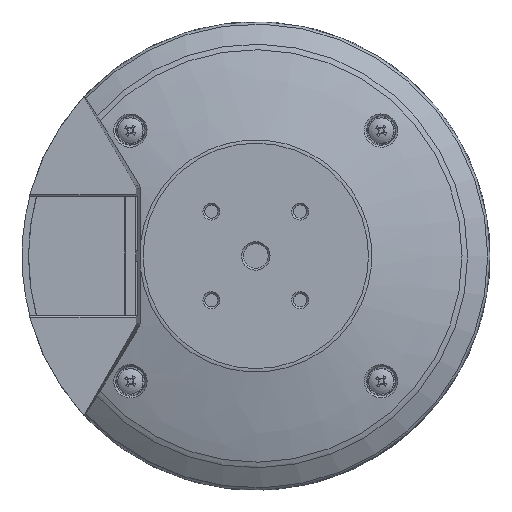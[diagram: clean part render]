
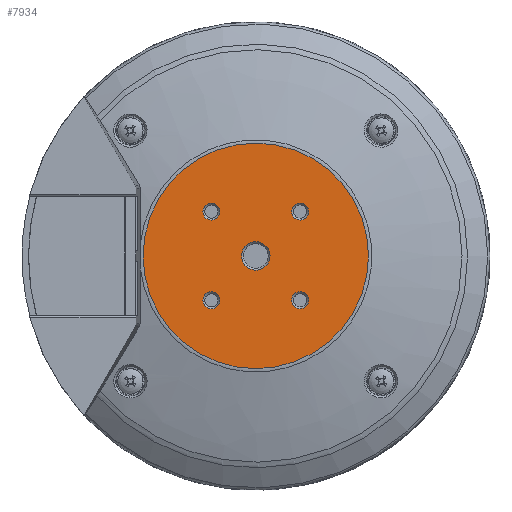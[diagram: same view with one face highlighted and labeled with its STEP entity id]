
A CAD part, top view. The second image highlights one B-rep face of the part: STEP entity #7934.
In plain terms, the highlighted planar face has unit normal (0, 0, 1).
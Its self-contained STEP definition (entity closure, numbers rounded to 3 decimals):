
#177=CIRCLE('',#8407,1.35);
#178=CIRCLE('',#8408,1.35);
#179=CIRCLE('',#8410,2.25);
#180=CIRCLE('',#8411,2.25);
#181=CIRCLE('',#8413,1.35);
#182=CIRCLE('',#8414,1.35);
#183=CIRCLE('',#8416,1.35);
#184=CIRCLE('',#8417,1.35);
#185=CIRCLE('',#8419,1.35);
#186=CIRCLE('',#8420,1.35);
#198=CIRCLE('',#8449,17.794);
#199=CIRCLE('',#8450,17.794);
#773=FACE_BOUND('',#1302,.T.);
#774=FACE_BOUND('',#1303,.T.);
#775=FACE_BOUND('',#1304,.T.);
#776=FACE_BOUND('',#1305,.T.);
#777=FACE_BOUND('',#1306,.T.);
#893=FACE_OUTER_BOUND('',#1301,.T.);
#1301=EDGE_LOOP('',(#5826,#5827));
#1302=EDGE_LOOP('',(#5828,#5829));
#1303=EDGE_LOOP('',(#5830,#5831));
#1304=EDGE_LOOP('',(#5832,#5833));
#1305=EDGE_LOOP('',(#5834,#5835));
#1306=EDGE_LOOP('',(#5836,#5837));
#3495=VERTEX_POINT('',#12505);
#3496=VERTEX_POINT('',#12507);
#3497=VERTEX_POINT('',#12511);
#3498=VERTEX_POINT('',#12513);
#3499=VERTEX_POINT('',#12517);
#3500=VERTEX_POINT('',#12519);
#3501=VERTEX_POINT('',#12523);
#3502=VERTEX_POINT('',#12525);
#3503=VERTEX_POINT('',#12529);
#3504=VERTEX_POINT('',#12531);
#3554=VERTEX_POINT('',#13829);
#3555=VERTEX_POINT('',#13830);
#4343=EDGE_CURVE('',#3496,#3495,#177,.F.);
#4344=EDGE_CURVE('',#3495,#3496,#178,.F.);
#4346=EDGE_CURVE('',#3498,#3497,#179,.F.);
#4347=EDGE_CURVE('',#3497,#3498,#180,.F.);
#4349=EDGE_CURVE('',#3500,#3499,#181,.F.);
#4350=EDGE_CURVE('',#3499,#3500,#182,.F.);
#4352=EDGE_CURVE('',#3502,#3501,#183,.F.);
#4353=EDGE_CURVE('',#3501,#3502,#184,.F.);
#4355=EDGE_CURVE('',#3504,#3503,#185,.F.);
#4356=EDGE_CURVE('',#3503,#3504,#186,.F.);
#4429=EDGE_CURVE('',#3554,#3555,#198,.F.);
#4430=EDGE_CURVE('',#3555,#3554,#199,.F.);
#5826=ORIENTED_EDGE('',*,*,#4429,.F.);
#5827=ORIENTED_EDGE('',*,*,#4430,.F.);
#5828=ORIENTED_EDGE('',*,*,#4355,.T.);
#5829=ORIENTED_EDGE('',*,*,#4356,.T.);
#5830=ORIENTED_EDGE('',*,*,#4352,.T.);
#5831=ORIENTED_EDGE('',*,*,#4353,.T.);
#5832=ORIENTED_EDGE('',*,*,#4349,.T.);
#5833=ORIENTED_EDGE('',*,*,#4350,.T.);
#5834=ORIENTED_EDGE('',*,*,#4346,.T.);
#5835=ORIENTED_EDGE('',*,*,#4347,.T.);
#5836=ORIENTED_EDGE('',*,*,#4343,.T.);
#5837=ORIENTED_EDGE('',*,*,#4344,.T.);
#7575=PLANE('',#8448);
#7934=ADVANCED_FACE('',(#893,#773,#774,#775,#776,#777),#7575,.T.);
#8407=AXIS2_PLACEMENT_3D('',#12508,#9330,#9331);
#8408=AXIS2_PLACEMENT_3D('',#12509,#9332,#9333);
#8410=AXIS2_PLACEMENT_3D('',#12514,#9337,#9338);
#8411=AXIS2_PLACEMENT_3D('',#12515,#9339,#9340);
#8413=AXIS2_PLACEMENT_3D('',#12520,#9344,#9345);
#8414=AXIS2_PLACEMENT_3D('',#12521,#9346,#9347);
#8416=AXIS2_PLACEMENT_3D('',#12526,#9351,#9352);
#8417=AXIS2_PLACEMENT_3D('',#12527,#9353,#9354);
#8419=AXIS2_PLACEMENT_3D('',#12532,#9358,#9359);
#8420=AXIS2_PLACEMENT_3D('',#12533,#9360,#9361);
#8448=AXIS2_PLACEMENT_3D('',#13828,#9446,#9447);
#8449=AXIS2_PLACEMENT_3D('',#13831,#9448,#9449);
#8450=AXIS2_PLACEMENT_3D('',#13832,#9450,#9451);
#9330=DIRECTION('center_axis',(0.,0.,1.));
#9331=DIRECTION('ref_axis',(1.,0.,0.));
#9332=DIRECTION('center_axis',(0.,0.,1.));
#9333=DIRECTION('ref_axis',(1.,0.,0.));
#9337=DIRECTION('center_axis',(0.,0.,1.));
#9338=DIRECTION('ref_axis',(1.,0.,0.));
#9339=DIRECTION('center_axis',(0.,0.,1.));
#9340=DIRECTION('ref_axis',(1.,0.,0.));
#9344=DIRECTION('center_axis',(0.,0.,1.));
#9345=DIRECTION('ref_axis',(1.,0.,0.));
#9346=DIRECTION('center_axis',(0.,0.,1.));
#9347=DIRECTION('ref_axis',(1.,0.,0.));
#9351=DIRECTION('center_axis',(0.,0.,1.));
#9352=DIRECTION('ref_axis',(1.,0.,0.));
#9353=DIRECTION('center_axis',(0.,0.,1.));
#9354=DIRECTION('ref_axis',(1.,0.,0.));
#9358=DIRECTION('center_axis',(0.,0.,1.));
#9359=DIRECTION('ref_axis',(1.,0.,0.));
#9360=DIRECTION('center_axis',(0.,0.,1.));
#9361=DIRECTION('ref_axis',(1.,0.,0.));
#9446=DIRECTION('center_axis',(0.,0.,1.));
#9447=DIRECTION('ref_axis',(1.,0.,0.));
#9448=DIRECTION('center_axis',(0.,0.,
1.));
#9449=DIRECTION('ref_axis',(1.,0.,0.));
#9450=DIRECTION('center_axis',(0.,0.,
1.));
#9451=DIRECTION('ref_axis',(1.,0.,0.));
#12505=CARTESIAN_POINT('',(-0.424,5.866,79.274));
#12507=CARTESIAN_POINT('',(2.276,5.866,79.274));
#12508=CARTESIAN_POINT('Origin',(0.926,5.866,79.274));
#12509=CARTESIAN_POINT('Origin',(0.926,5.866,79.274));
#12511=CARTESIAN_POINT('',(-8.324,-1.134,79.274));
#12513=CARTESIAN_POINT('',(-3.824,-1.134,79.274));
#12514=CARTESIAN_POINT('Origin',(-6.074,-1.134,79.274));
#12515=CARTESIAN_POINT('Origin',(-6.074,-1.134,79.274));
#12517=CARTESIAN_POINT('',(-14.424,-8.134,79.274));
#12519=CARTESIAN_POINT('',(-11.724,-8.134,79.274));
#12520=CARTESIAN_POINT('Origin',(-13.074,-8.134,79.274));
#12521=CARTESIAN_POINT('Origin',(-13.074,-8.134,79.274));
#12523=CARTESIAN_POINT('',(-14.424,5.866,79.274));
#12525=CARTESIAN_POINT('',(-11.724,5.866,79.274));
#12526=CARTESIAN_POINT('Origin',(-13.074,5.866,79.274));
#12527=CARTESIAN_POINT('Origin',(-13.074,5.866,79.274));
#12529=CARTESIAN_POINT('',(-0.424,-8.134,79.274));
#12531=CARTESIAN_POINT('',(2.276,-8.134,79.274));
#12532=CARTESIAN_POINT('Origin',(0.926,-8.134,79.274));
#12533=CARTESIAN_POINT('Origin',(0.926,-8.134,79.274));
#13828=CARTESIAN_POINT('Origin',(-23.878,-18.938,79.274));
#13829=CARTESIAN_POINT('',(11.72,-1.134,79.274));
#13830=CARTESIAN_POINT('',(-23.868,-1.134,79.274));
#13831=CARTESIAN_POINT('Origin',(-6.074,-1.134,79.274));
#13832=CARTESIAN_POINT('Origin',(-6.074,-1.134,79.274));
